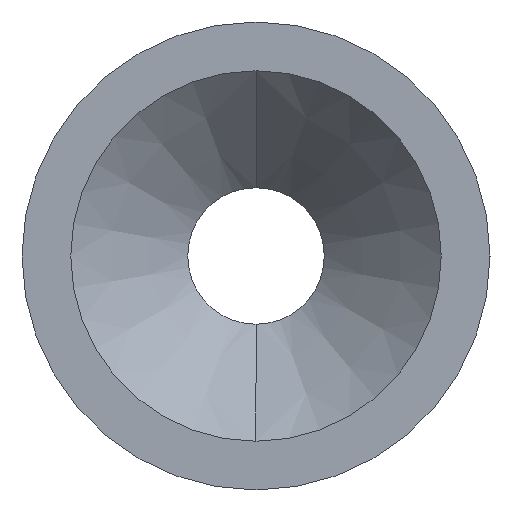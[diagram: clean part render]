
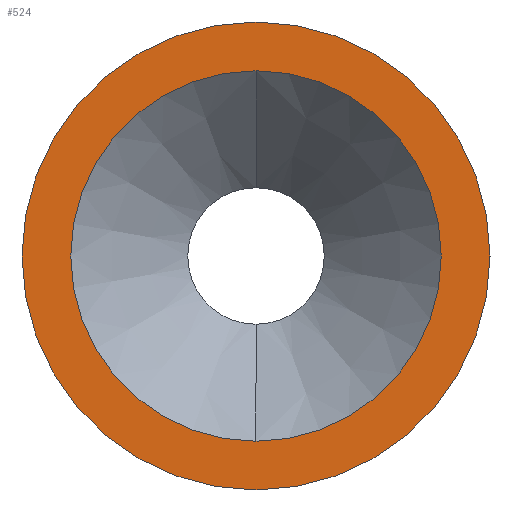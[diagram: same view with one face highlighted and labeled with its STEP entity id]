
A CAD part, left-side view. The second image highlights one B-rep face of the part: STEP entity #524.
In plain terms, the highlighted planar face has unit normal (-1, 0, 0).
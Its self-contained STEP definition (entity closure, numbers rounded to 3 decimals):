
#6 = FACE_OUTER_BOUND ( 'NONE', #500, .T. ) ;
#11 = ORIENTED_EDGE ( 'NONE', *, *, #223, .F. ) ;
#16 = CIRCLE ( 'NONE', #352, 9.5 ) ;
#26 = CARTESIAN_POINT ( 'NONE',  ( -12., 0., 0. ) ) ;
#41 = CARTESIAN_POINT ( 'NONE',  ( -12., 0., -12. ) ) ;
#54 = EDGE_CURVE ( 'NONE', #298, #176, #448, .T. ) ;
#62 = EDGE_LOOP ( 'NONE', ( #171, #11 ) ) ;
#77 = AXIS2_PLACEMENT_3D ( 'NONE', #26, #408, #123 ) ;
#108 = PLANE ( 'NONE',  #312 ) ;
#113 = CARTESIAN_POINT ( 'NONE',  ( -12., 0., 0. ) ) ;
#123 = DIRECTION ( 'NONE',  ( 0., 0., 1. ) ) ;
#139 = CARTESIAN_POINT ( 'NONE',  ( -12., 0., 9.5 ) ) ;
#171 = ORIENTED_EDGE ( 'NONE', *, *, #261, .F. ) ;
#176 = VERTEX_POINT ( 'NONE', #295 ) ;
#183 = AXIS2_PLACEMENT_3D ( 'NONE', #113, #256, #389 ) ;
#187 = DIRECTION ( 'NONE',  ( -1., 0., 0. ) ) ;
#223 = EDGE_CURVE ( 'NONE', #460, #417, #334, .T. ) ;
#224 = CARTESIAN_POINT ( 'NONE',  ( -12., 0., 0. ) ) ;
#225 = DIRECTION ( 'NONE',  ( 0., 0., 1. ) ) ;
#236 = ORIENTED_EDGE ( 'NONE', *, *, #54, .T. ) ;
#256 = DIRECTION ( 'NONE',  ( -1., 0., 0. ) ) ;
#261 = EDGE_CURVE ( 'NONE', #417, #460, #16, .T. ) ;
#276 = CARTESIAN_POINT ( 'NONE',  ( -12., 0., 0. ) ) ;
#295 = CARTESIAN_POINT ( 'NONE',  ( -12., 0., 12. ) ) ;
#298 = VERTEX_POINT ( 'NONE', #41 ) ;
#304 = DIRECTION ( 'NONE',  ( -1., 0., 0. ) ) ;
#312 = AXIS2_PLACEMENT_3D ( 'NONE', #381, #388, #424 ) ;
#334 = CIRCLE ( 'NONE', #77, 9.5 ) ;
#352 = AXIS2_PLACEMENT_3D ( 'NONE', #224, #304, #225 ) ;
#356 = ORIENTED_EDGE ( 'NONE', *, *, #390, .T. ) ;
#366 = DIRECTION ( 'NONE',  ( 0., 0., 1. ) ) ;
#381 = CARTESIAN_POINT ( 'NONE',  ( -12., 12., 0. ) ) ;
#388 = DIRECTION ( 'NONE',  ( 1., 0., 0. ) ) ;
#389 = DIRECTION ( 'NONE',  ( 0., 0., 1. ) ) ;
#390 = EDGE_CURVE ( 'NONE', #176, #298, #394, .T. ) ;
#394 = CIRCLE ( 'NONE', #466, 12. ) ;
#408 = DIRECTION ( 'NONE',  ( -1., 0., 0. ) ) ;
#413 = CARTESIAN_POINT ( 'NONE',  ( -12., 0., -9.5 ) ) ;
#417 = VERTEX_POINT ( 'NONE', #139 ) ;
#419 = FACE_BOUND ( 'NONE', #62, .T. ) ;
#424 = DIRECTION ( 'NONE',  ( 0., 0., -1. ) ) ;
#448 = CIRCLE ( 'NONE', #183, 12. ) ;
#460 = VERTEX_POINT ( 'NONE', #413 ) ;
#466 = AXIS2_PLACEMENT_3D ( 'NONE', #276, #187, #366 ) ;
#500 = EDGE_LOOP ( 'NONE', ( #356, #236 ) ) ;
#524 = ADVANCED_FACE ( 'NONE', ( #419, #6 ), #108, .F. ) ;
